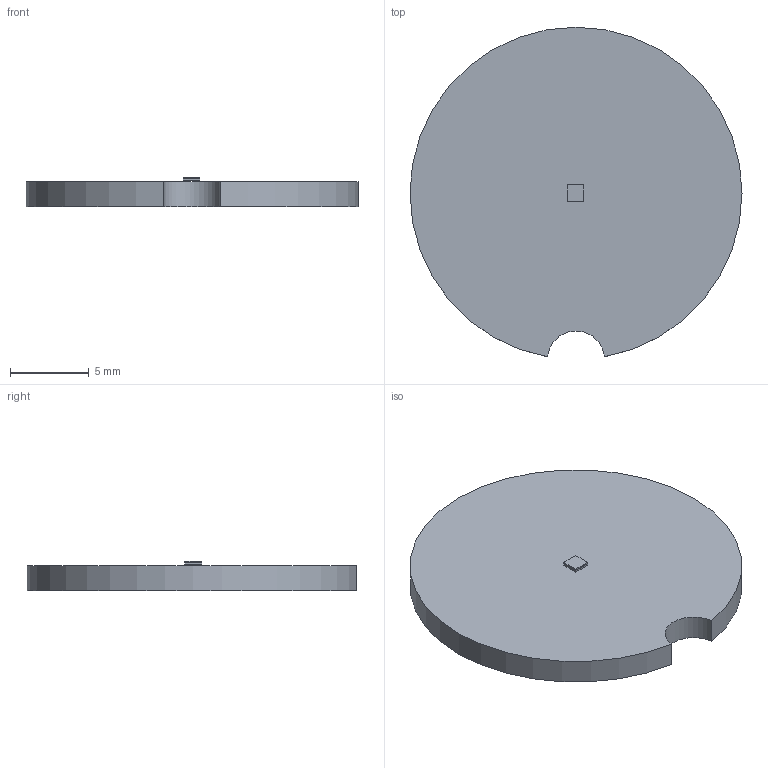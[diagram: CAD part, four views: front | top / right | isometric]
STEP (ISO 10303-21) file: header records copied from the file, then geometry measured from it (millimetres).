
FILE_DESCRIPTION(('KiCad electronic assembly'),'2;1');
FILE_NAME('Starboard_LED.step','2022-08-11T17:01:17',('An Author'),( 'A Company'),'Open CASCADE STEP processor 6.9', 'KiCad to STEP converter','Unknown');
FILE_SCHEMA(('AUTOMOTIVE_DESIGN { 1 0 10303 214 1 1 1 1 }'));
Length unit declared in the file: millimetre
Products named in the file (4): Open CASCADE STEP translator 6.9 1; GG_VJLPE1_F3_20200622_geometry; SOLID
Assembly tree (3 placements, depth 3):
  Open CASCADE STEP translator 6.9 1
    GG_VJLPE1_F3_20200622_geometry
      SOLID
    SOLID
Bounding box: 21.11 x 20.95 x 1.88 mm (x, y, z)
Volume: 552.4 mm3; surface area: 802.5 mm2
Topology: 2 solids, 3 shells, 47 faces, 121 edges, 82 vertices
Faces by surface type: plane 33, cylinder 14
Entity records: 3745 total; most frequent: CARTESIAN_POINT 1606, DIRECTION 255, ORIENTED_EDGE 242, PCURVE 242, DEFINITIONAL_REPRESENTATION 242, B_SPLINE_CURVE_WITH_KNOTS 210, LINE 145, VECTOR 145
